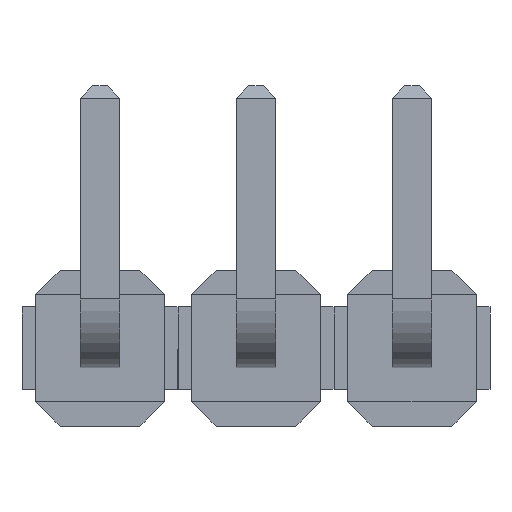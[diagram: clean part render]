
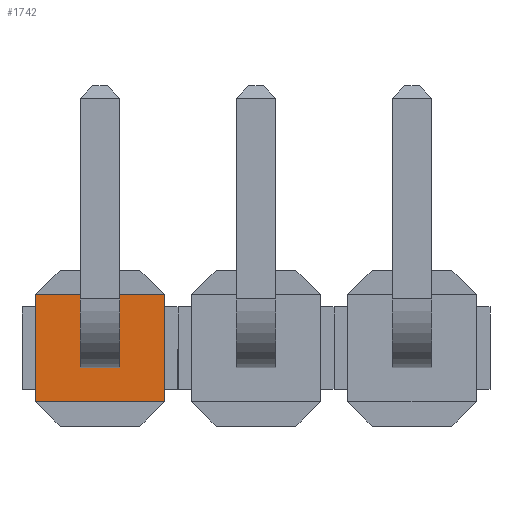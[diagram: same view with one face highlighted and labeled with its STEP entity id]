
A CAD part, front view. The second image highlights one B-rep face of the part: STEP entity #1742.
In plain terms, the highlighted planar face has unit normal (0, -1, 0).
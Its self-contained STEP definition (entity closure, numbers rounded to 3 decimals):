
#106 = CARTESIAN_POINT ( 'NONE',  ( 1.27, 0.54, 0.87 ) ) ;
#252 = ORIENTED_EDGE ( 'NONE', *, *, #2168, .T. ) ;
#255 = CARTESIAN_POINT ( 'NONE',  ( -0.32, 0.54, -0.32 ) ) ;
#334 = VECTOR ( 'NONE', #5520, 1000. ) ;
#439 = VECTOR ( 'NONE', #5073, 1000. ) ;
#466 = DIRECTION ( 'NONE',  ( 0., 0., 1. ) ) ;
#586 = VECTOR ( 'NONE', #757, 1000. ) ;
#603 = VECTOR ( 'NONE', #2524, 1000. ) ;
#639 = DIRECTION ( 'NONE',  ( 0., 0., 1. ) ) ;
#757 = DIRECTION ( 'NONE',  ( 0., 0., -1. ) ) ;
#788 = ORIENTED_EDGE ( 'NONE', *, *, #3426, .F. ) ;
#1046 = DIRECTION ( 'NONE',  ( 0., 0., -1. ) ) ;
#1081 = ORIENTED_EDGE ( 'NONE', *, *, #1663, .F. ) ;
#1385 = CARTESIAN_POINT ( 'NONE',  ( -1.05, 0.54, 0.87 ) ) ;
#1387 = LINE ( 'NONE', #4422, #2212 ) ;
#1631 = AXIS2_PLACEMENT_3D ( 'NONE', #106, #4013, #639 ) ;
#1644 = CARTESIAN_POINT ( 'NONE',  ( 0.32, 0.54, -0.32 ) ) ;
#1663 = EDGE_CURVE ( 'NONE', #4839, #2807, #1387, .T. ) ;
#1709 = LINE ( 'NONE', #3050, #603 ) ;
#1742 = ADVANCED_FACE ( 'NONE', ( #4039, #2742 ), #4977, .F. ) ;
#2004 = EDGE_CURVE ( 'NONE', #2576, #5211, #3418, .T. ) ;
#2054 = VECTOR ( 'NONE', #4974, 1000. ) ;
#2131 = VECTOR ( 'NONE', #466, 1000. ) ;
#2168 = EDGE_CURVE ( 'NONE', #4557, #2576, #4786, .T. ) ;
#2212 = VECTOR ( 'NONE', #1046, 1000. ) ;
#2286 = VERTEX_POINT ( 'NONE', #4243 ) ;
#2524 = DIRECTION ( 'NONE',  ( 1., 0., 0. ) ) ;
#2576 = VERTEX_POINT ( 'NONE', #1644 ) ;
#2615 = EDGE_LOOP ( 'NONE', ( #4317, #3807, #788, #1081 ) ) ;
#2742 = FACE_OUTER_BOUND ( 'NONE', #2615, .T. ) ;
#2807 = VERTEX_POINT ( 'NONE', #6225 ) ;
#2819 = LINE ( 'NONE', #4873, #2131 ) ;
#3027 = LINE ( 'NONE', #3064, #334 ) ;
#3049 = CARTESIAN_POINT ( 'NONE',  ( 1.27, 0.54, -0.32 ) ) ;
#3050 = CARTESIAN_POINT ( 'NONE',  ( 1.27, 0.54, 0.32 ) ) ;
#3064 = CARTESIAN_POINT ( 'NONE',  ( 1.27, 0.54, 0.87 ) ) ;
#3191 = CARTESIAN_POINT ( 'NONE',  ( 0.32, 0.54, 0.87 ) ) ;
#3211 = VECTOR ( 'NONE', #3940, 1000. ) ;
#3416 = CARTESIAN_POINT ( 'NONE',  ( 1.05, 0.54, 0.87 ) ) ;
#3418 = LINE ( 'NONE', #3049, #439 ) ;
#3426 = EDGE_CURVE ( 'NONE', #2807, #4264, #3587, .T. ) ;
#3480 = CARTESIAN_POINT ( 'NONE',  ( -1.05, 0.54, 0.87 ) ) ;
#3561 = LINE ( 'NONE', #3480, #2054 ) ;
#3579 = EDGE_CURVE ( 'NONE', #2286, #4557, #1709, .T. ) ;
#3587 = LINE ( 'NONE', #3896, #3211 ) ;
#3807 = ORIENTED_EDGE ( 'NONE', *, *, #4169, .T. ) ;
#3896 = CARTESIAN_POINT ( 'NONE',  ( 1.27, 0.54, -0.87 ) ) ;
#3905 = EDGE_CURVE ( 'NONE', #5211, #2286, #2819, .T. ) ;
#3907 = ORIENTED_EDGE ( 'NONE', *, *, #3905, .T. ) ;
#3940 = DIRECTION ( 'NONE',  ( -1., 0., 0. ) ) ;
#4013 = DIRECTION ( 'NONE',  ( 0., 1., 0. ) ) ;
#4039 = FACE_BOUND ( 'NONE', #4540, .T. ) ;
#4169 = EDGE_CURVE ( 'NONE', #4716, #4264, #3561, .T. ) ;
#4243 = CARTESIAN_POINT ( 'NONE',  ( -0.32, 0.54, 0.32 ) ) ;
#4264 = VERTEX_POINT ( 'NONE', #6045 ) ;
#4317 = ORIENTED_EDGE ( 'NONE', *, *, #6105, .T. ) ;
#4341 = ORIENTED_EDGE ( 'NONE', *, *, #3579, .T. ) ;
#4422 = CARTESIAN_POINT ( 'NONE',  ( 1.05, 0.54, -0.87 ) ) ;
#4540 = EDGE_LOOP ( 'NONE', ( #5250, #3907, #4341, #252 ) ) ;
#4557 = VERTEX_POINT ( 'NONE', #6324 ) ;
#4716 = VERTEX_POINT ( 'NONE', #1385 ) ;
#4786 = LINE ( 'NONE', #3191, #586 ) ;
#4839 = VERTEX_POINT ( 'NONE', #3416 ) ;
#4873 = CARTESIAN_POINT ( 'NONE',  ( -0.32, 0.54, 0.87 ) ) ;
#4974 = DIRECTION ( 'NONE',  ( 0., 0., -1. ) ) ;
#4977 = PLANE ( 'NONE',  #1631 ) ;
#5073 = DIRECTION ( 'NONE',  ( -1., 0., 0. ) ) ;
#5211 = VERTEX_POINT ( 'NONE', #255 ) ;
#5250 = ORIENTED_EDGE ( 'NONE', *, *, #2004, .T. ) ;
#5520 = DIRECTION ( 'NONE',  ( -1., 0., 0. ) ) ;
#6045 = CARTESIAN_POINT ( 'NONE',  ( -1.05, 0.54, -0.87 ) ) ;
#6105 = EDGE_CURVE ( 'NONE', #4839, #4716, #3027, .T. ) ;
#6225 = CARTESIAN_POINT ( 'NONE',  ( 1.05, 0.54, -0.87 ) ) ;
#6324 = CARTESIAN_POINT ( 'NONE',  ( 0.32, 0.54, 0.32 ) ) ;
